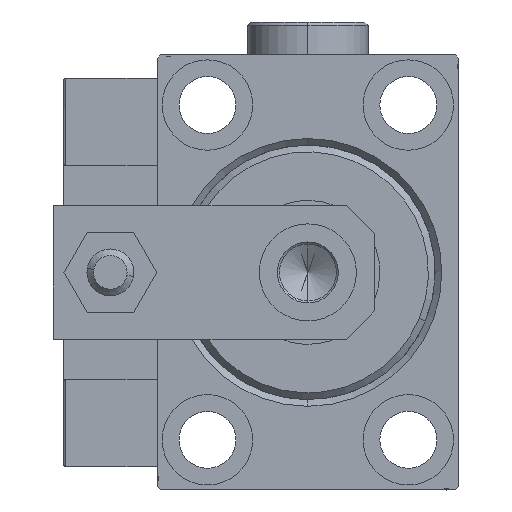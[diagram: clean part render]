
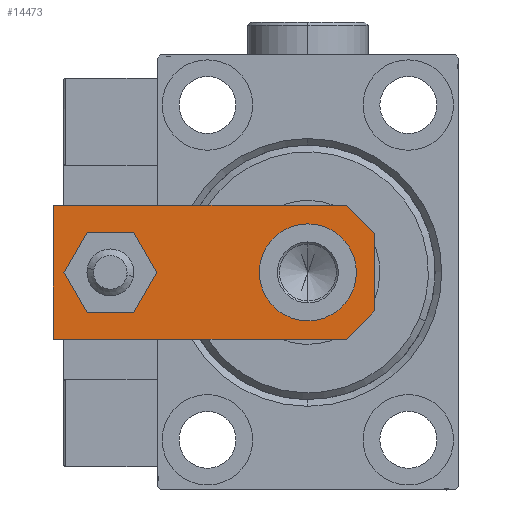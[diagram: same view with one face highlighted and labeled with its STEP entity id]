
A CAD part, left-side view. The second image highlights one B-rep face of the part: STEP entity #14473.
In plain terms, the highlighted face is planar.
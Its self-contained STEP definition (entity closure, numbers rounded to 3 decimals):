
#77 = DIRECTION ( 'NONE',  ( 0., 0., 1. ) ) ;
#538 = DIRECTION ( 'NONE',  ( 0., 0., 1. ) ) ;
#551 = CARTESIAN_POINT ( 'NONE',  ( 10., 48., 6. ) ) ;
#654 = DIRECTION ( 'NONE',  ( 0., 0., 1. ) ) ;
#2558 = AXIS2_PLACEMENT_3D ( 'NONE', #45346, #10426, #26294 ) ;
#3240 = VECTOR ( 'NONE', #41998, 1000. ) ;
#3935 = AXIS2_PLACEMENT_3D ( 'NONE', #36342, #654, #48348 ) ;
#5244 = PLANE ( 'NONE',  #11707 ) ;
#5296 = VECTOR ( 'NONE', #22178, 1000. ) ;
#6027 = AXIS2_PLACEMENT_3D ( 'NONE', #46807, #77, #42366 ) ;
#6313 = CARTESIAN_POINT ( 'NONE',  ( 2.88, -2.88, 6. ) ) ;
#6331 = CARTESIAN_POINT ( 'NONE',  ( 10., 0., 6. ) ) ;
#8070 = CARTESIAN_POINT ( 'NONE',  ( 10., 4.24, 6. ) ) ;
#8154 = CARTESIAN_POINT ( 'NONE',  ( 0., 10., 6. ) ) ;
#8254 = VECTOR ( 'NONE', #50552, 1000. ) ;
#8394 = CARTESIAN_POINT ( 'NONE',  ( 5.76, 0., 6. ) ) ;
#9400 = FACE_BOUND ( 'NONE', #20500, .T. ) ;
#9844 = EDGE_CURVE ( 'NONE', #31466, #35064, #14384, .T. ) ;
#9940 = EDGE_CURVE ( 'NONE', #30649, #45675, #10490, .T. ) ;
#10223 = LINE ( 'NONE', #6313, #5296 ) ;
#10426 = DIRECTION ( 'NONE',  ( 0., 0., 1. ) ) ;
#10490 = LINE ( 'NONE', #6331, #14028 ) ;
#11031 = VERTEX_POINT ( 'NONE', #30548 ) ;
#11532 = DIRECTION ( 'NONE',  ( -1., 0., 0. ) ) ;
#11707 = AXIS2_PLACEMENT_3D ( 'NONE', #48233, #538, #32828 ) ;
#12841 = CARTESIAN_POINT ( 'NONE',  ( -10., 4.24, 6. ) ) ;
#14028 = VECTOR ( 'NONE', #26359, 1000. ) ;
#14384 = LINE ( 'NONE', #34708, #3240 ) ;
#14473 = ADVANCED_FACE ( 'NONE', ( #9400, #36231, #39882 ), #5244, .T. ) ;
#14627 = EDGE_CURVE ( 'NONE', #29700, #48097, #24998, .T. ) ;
#17265 = VECTOR ( 'NONE', #11532, 1000. ) ;
#17509 = ORIENTED_EDGE ( 'NONE', *, *, #22875, .F. ) ;
#18494 = DIRECTION ( 'NONE',  ( 0.707, -0.707, 0. ) ) ;
#19776 = CARTESIAN_POINT ( 'NONE',  ( -10., 0., 6. ) ) ;
#20500 = EDGE_LOOP ( 'NONE', ( #32636, #27628 ) ) ;
#22178 = DIRECTION ( 'NONE',  ( 0.707, 0.707, 0. ) ) ;
#22475 = CARTESIAN_POINT ( 'NONE',  ( -4., 39.5, 6. ) ) ;
#22875 = EDGE_CURVE ( 'NONE', #48097, #29700, #39546, .T. ) ;
#23037 = ORIENTED_EDGE ( 'NONE', *, *, #45082, .T. ) ;
#23737 = AXIS2_PLACEMENT_3D ( 'NONE', #8154, #24021, #43333 ) ;
#24021 = DIRECTION ( 'NONE',  ( 0., 0., 1. ) ) ;
#24998 = CIRCLE ( 'NONE', #2558, 7.25 ) ;
#25208 = ORIENTED_EDGE ( 'NONE', *, *, #49121, .T. ) ;
#25549 = VERTEX_POINT ( 'NONE', #8394 ) ;
#25725 = ORIENTED_EDGE ( 'NONE', *, *, #9940, .T. ) ;
#25768 = CARTESIAN_POINT ( 'NONE',  ( -2.88, -2.88, 6. ) ) ;
#26294 = DIRECTION ( 'NONE',  ( 1., 0., 0. ) ) ;
#26359 = DIRECTION ( 'NONE',  ( 0., 1., 0. ) ) ;
#26365 = CIRCLE ( 'NONE', #3935, 4. ) ;
#26829 = LINE ( 'NONE', #19776, #8254 ) ;
#27628 = ORIENTED_EDGE ( 'NONE', *, *, #48415, .F. ) ;
#27825 = ORIENTED_EDGE ( 'NONE', *, *, #9844, .T. ) ;
#29284 = CIRCLE ( 'NONE', #6027, 4. ) ;
#29700 = VERTEX_POINT ( 'NONE', #32826 ) ;
#29834 = ORIENTED_EDGE ( 'NONE', *, *, #45453, .T. ) ;
#29947 = LINE ( 'NONE', #25768, #46094 ) ;
#30548 = CARTESIAN_POINT ( 'NONE',  ( -5.76, 0., 6. ) ) ;
#30649 = VERTEX_POINT ( 'NONE', #8070 ) ;
#31466 = VERTEX_POINT ( 'NONE', #46455 ) ;
#31776 = EDGE_CURVE ( 'NONE', #11031, #25549, #26829, .T. ) ;
#32636 = ORIENTED_EDGE ( 'NONE', *, *, #41633, .F. ) ;
#32826 = CARTESIAN_POINT ( 'NONE',  ( 7.25, 10., 6. ) ) ;
#32828 = DIRECTION ( 'NONE',  ( 1., 0., 0. ) ) ;
#34708 = CARTESIAN_POINT ( 'NONE',  ( -10., 48., 6. ) ) ;
#35064 = VERTEX_POINT ( 'NONE', #12841 ) ;
#35087 = CARTESIAN_POINT ( 'NONE',  ( 4., 39.5, 6. ) ) ;
#35485 = LINE ( 'NONE', #551, #17265 ) ;
#36231 = FACE_OUTER_BOUND ( 'NONE', #47533, .T. ) ;
#36342 = CARTESIAN_POINT ( 'NONE',  ( 0., 39.5, 6. ) ) ;
#38478 = VERTEX_POINT ( 'NONE', #22475 ) ;
#39546 = CIRCLE ( 'NONE', #23737, 7.25 ) ;
#39882 = FACE_BOUND ( 'NONE', #46001, .T. ) ;
#41633 = EDGE_CURVE ( 'NONE', #38478, #44329, #29284, .T. ) ;
#41998 = DIRECTION ( 'NONE',  ( 0., -1., 0. ) ) ;
#42366 = DIRECTION ( 'NONE',  ( 1., 0., 0. ) ) ;
#43333 = DIRECTION ( 'NONE',  ( 1., 0., 0. ) ) ;
#44329 = VERTEX_POINT ( 'NONE', #35087 ) ;
#45082 = EDGE_CURVE ( 'NONE', #25549, #30649, #10223, .T. ) ;
#45272 = CARTESIAN_POINT ( 'NONE',  ( 10., 48., 6. ) ) ;
#45346 = CARTESIAN_POINT ( 'NONE',  ( 0., 10., 6. ) ) ;
#45453 = EDGE_CURVE ( 'NONE', #35064, #11031, #29947, .T. ) ;
#45675 = VERTEX_POINT ( 'NONE', #45272 ) ;
#46001 = EDGE_LOOP ( 'NONE', ( #17509, #47592 ) ) ;
#46094 = VECTOR ( 'NONE', #18494, 1000. ) ;
#46455 = CARTESIAN_POINT ( 'NONE',  ( -10., 48., 6. ) ) ;
#46807 = CARTESIAN_POINT ( 'NONE',  ( 0., 39.5, 6. ) ) ;
#47533 = EDGE_LOOP ( 'NONE', ( #27825, #29834, #49960, #23037, #25725, #25208 ) ) ;
#47592 = ORIENTED_EDGE ( 'NONE', *, *, #14627, .F. ) ;
#48097 = VERTEX_POINT ( 'NONE', #50204 ) ;
#48233 = CARTESIAN_POINT ( 'NONE',  ( 0., 0., 6. ) ) ;
#48348 = DIRECTION ( 'NONE',  ( 1., 0., 0. ) ) ;
#48415 = EDGE_CURVE ( 'NONE', #44329, #38478, #26365, .T. ) ;
#49121 = EDGE_CURVE ( 'NONE', #45675, #31466, #35485, .T. ) ;
#49960 = ORIENTED_EDGE ( 'NONE', *, *, #31776, .T. ) ;
#50204 = CARTESIAN_POINT ( 'NONE',  ( -7.25, 10., 6. ) ) ;
#50552 = DIRECTION ( 'NONE',  ( 1., 0., 0. ) ) ;
